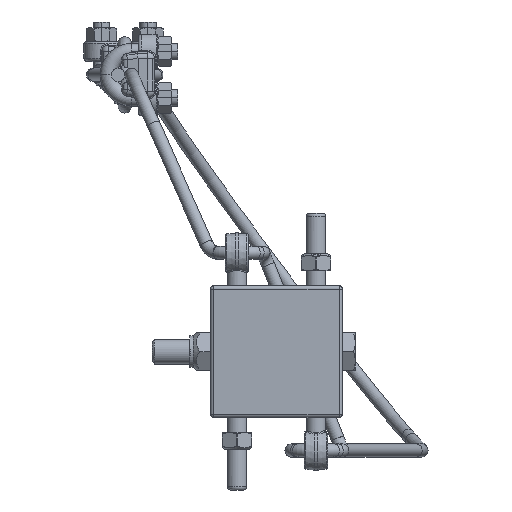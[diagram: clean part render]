
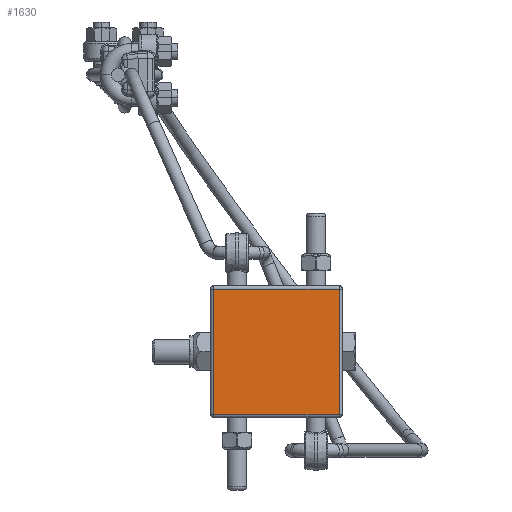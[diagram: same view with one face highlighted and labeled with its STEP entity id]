
A CAD part, front view. The second image highlights one B-rep face of the part: STEP entity #1630.
In plain terms, the highlighted face is planar.
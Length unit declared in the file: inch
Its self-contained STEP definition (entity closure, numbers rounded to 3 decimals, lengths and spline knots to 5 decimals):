
#1269=CARTESIAN_POINT('',(-1.1875,-1.1875,-1.5));
#1270=VERTEX_POINT('',#1269);
#1288=CARTESIAN_POINT('',(-1.1875,1.1875,-1.5));
#1289=VERTEX_POINT('',#1288);
#1297=CARTESIAN_POINT('',(-1.1875,1.1875,-1.5));
#1298=DIRECTION('',(0.0,-1.0,0.0));
#1299=VECTOR('',#1298,2.375);
#1300=LINE('',#1297,#1299);
#1301=EDGE_CURVE('',#1289,#1270,#1300,.T.);
#1311=CARTESIAN_POINT('',(1.1875,-1.1875,-1.5));
#1312=VERTEX_POINT('',#1311);
#1337=CARTESIAN_POINT('',(-1.1875,-1.1875,-1.5));
#1338=DIRECTION('',(1.0,0.0,0.0));
#1339=VECTOR('',#1338,2.375);
#1340=LINE('',#1337,#1339);
#1341=EDGE_CURVE('',#1270,#1312,#1340,.T.);
#1360=CARTESIAN_POINT('',(1.1875,1.1875,-1.5));
#1361=VERTEX_POINT('',#1360);
#1362=CARTESIAN_POINT('',(1.1875,-1.1875,-1.5));
#1363=DIRECTION('',(0.0,1.0,0.0));
#1364=VECTOR('',#1363,2.375);
#1365=LINE('',#1362,#1364);
#1366=EDGE_CURVE('',#1312,#1361,#1365,.T.);
#1432=CARTESIAN_POINT('',(1.1875,1.1875,-1.5));
#1433=DIRECTION('',(-1.0,0.0,0.0));
#1434=VECTOR('',#1433,2.375);
#1435=LINE('',#1432,#1434);
#1436=EDGE_CURVE('',#1361,#1289,#1435,.T.);
#1619=CARTESIAN_POINT('',(-1.25,0.0,-1.5));
#1620=DIRECTION('',(0.0,0.0,-1.0));
#1621=DIRECTION('',(-1.0,0.0,0.0));
#1622=AXIS2_PLACEMENT_3D('',#1619,#1620,#1621);
#1623=PLANE('',#1622);
#1624=ORIENTED_EDGE('',*,*,#1301,.F.);
#1625=ORIENTED_EDGE('',*,*,#1436,.F.);
#1626=ORIENTED_EDGE('',*,*,#1366,.F.);
#1627=ORIENTED_EDGE('',*,*,#1341,.F.);
#1628=EDGE_LOOP('',(#1624,#1625,#1626,#1627));
#1629=FACE_OUTER_BOUND('',#1628,.T.);
#1630=ADVANCED_FACE('',(#1629),#1623,.T.);
